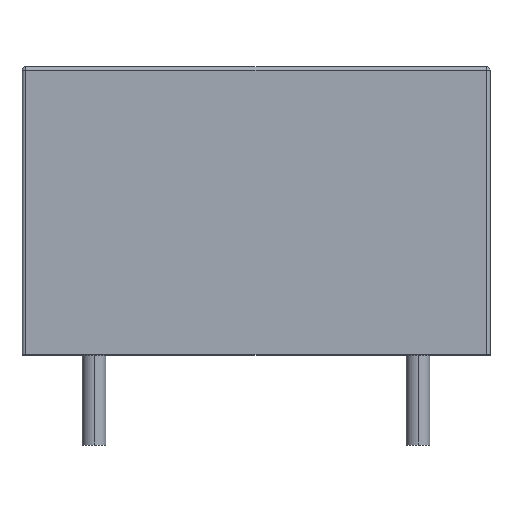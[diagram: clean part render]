
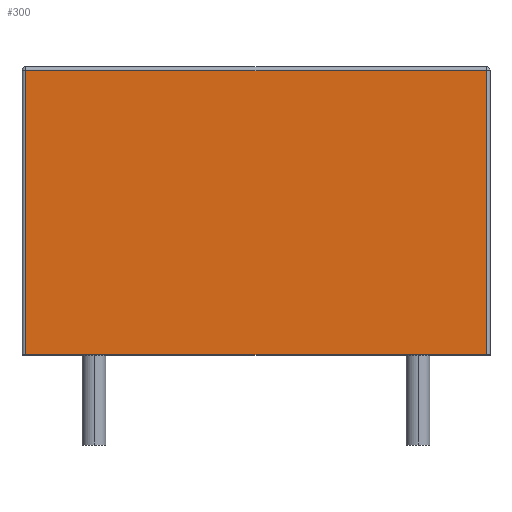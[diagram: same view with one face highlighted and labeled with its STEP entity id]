
A CAD part, top view. The second image highlights one B-rep face of the part: STEP entity #300.
In plain terms, the highlighted planar face has unit normal (0, 0, 1).
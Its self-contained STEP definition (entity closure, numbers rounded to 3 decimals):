
#11 = CARTESIAN_POINT ( 'NONE',  ( -6.5, 0.5, 2. ) ) ;
#82 = EDGE_CURVE ( 'NONE', #691, #311, #579, .T. ) ;
#83 = DIRECTION ( 'NONE',  ( -1., 0., 0. ) ) ;
#90 = CARTESIAN_POINT ( 'NONE',  ( 6.4, 8.5, 2. ) ) ;
#113 = VERTEX_POINT ( 'NONE', #227 ) ;
#126 = CARTESIAN_POINT ( 'NONE',  ( -6.4, 0.5, 2. ) ) ;
#139 = VERTEX_POINT ( 'NONE', #240 ) ;
#143 = DIRECTION ( 'NONE',  ( 0., 1., 0. ) ) ;
#157 = LINE ( 'NONE', #251, #481 ) ;
#167 = CARTESIAN_POINT ( 'NONE',  ( -6.4, 8.4, 2. ) ) ;
#169 = EDGE_CURVE ( 'NONE', #311, #139, #446, .T. ) ;
#184 = VECTOR ( 'NONE', #601, 1000. ) ;
#217 = VECTOR ( 'NONE', #448, 1000. ) ;
#220 = AXIS2_PLACEMENT_3D ( 'NONE', #504, #602, #397 ) ;
#227 = CARTESIAN_POINT ( 'NONE',  ( 6.4, 8.4, 2. ) ) ;
#240 = CARTESIAN_POINT ( 'NONE',  ( 6.4, 0.5, 2. ) ) ;
#251 = CARTESIAN_POINT ( 'NONE',  ( -6.5, 8.4, 2. ) ) ;
#280 = ORIENTED_EDGE ( 'NONE', *, *, #379, .T. ) ;
#300 = ADVANCED_FACE ( 'NONE', ( #566 ), #561, .T. ) ;
#311 = VERTEX_POINT ( 'NONE', #126 ) ;
#345 = ORIENTED_EDGE ( 'NONE', *, *, #406, .T. ) ;
#379 = EDGE_CURVE ( 'NONE', #139, #113, #483, .T. ) ;
#397 = DIRECTION ( 'NONE',  ( 1., 0., 0. ) ) ;
#406 = EDGE_CURVE ( 'NONE', #113, #691, #157, .T. ) ;
#410 = VECTOR ( 'NONE', #143, 1000. ) ;
#446 = LINE ( 'NONE', #11, #217 ) ;
#448 = DIRECTION ( 'NONE',  ( 1., 0., 0. ) ) ;
#451 = ORIENTED_EDGE ( 'NONE', *, *, #169, .T. ) ;
#481 = VECTOR ( 'NONE', #83, 1000. ) ;
#483 = LINE ( 'NONE', #90, #410 ) ;
#504 = CARTESIAN_POINT ( 'NONE',  ( 0., 0., 2. ) ) ;
#547 = CARTESIAN_POINT ( 'NONE',  ( -6.4, 0.5, 2. ) ) ;
#561 = PLANE ( 'NONE',  #220 ) ;
#566 = FACE_OUTER_BOUND ( 'NONE', #572, .T. ) ;
#572 = EDGE_LOOP ( 'NONE', ( #345, #700, #451, #280 ) ) ;
#579 = LINE ( 'NONE', #547, #184 ) ;
#601 = DIRECTION ( 'NONE',  ( 0., -1., 0. ) ) ;
#602 = DIRECTION ( 'NONE',  ( 0., 0., 1. ) ) ;
#691 = VERTEX_POINT ( 'NONE', #167 ) ;
#700 = ORIENTED_EDGE ( 'NONE', *, *, #82, .T. ) ;
